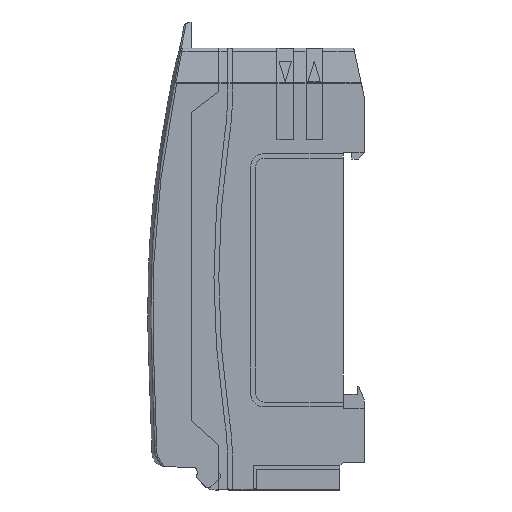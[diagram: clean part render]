
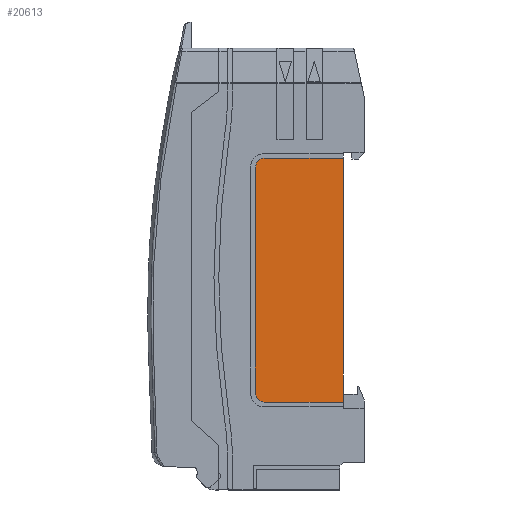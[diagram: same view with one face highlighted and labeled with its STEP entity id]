
A CAD part, left-side view. The second image highlights one B-rep face of the part: STEP entity #20613.
In plain terms, the highlighted planar face has unit normal (-1, 0, 0).
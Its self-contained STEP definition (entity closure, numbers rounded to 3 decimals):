
#920 = DIRECTION ( 'NONE',  ( -1., 0., 0. ) ) ;
#2792 = EDGE_CURVE ( 'NONE', #47561, #33551, #4009, .T. ) ;
#4009 = LINE ( 'NONE', #43631, #42414 ) ;
#5347 = DIRECTION ( 'NONE',  ( -1., 0., 0. ) ) ;
#5713 = VERTEX_POINT ( 'NONE', #31946 ) ;
#6258 = CARTESIAN_POINT ( 'NONE',  ( -5., 15.7, -18.5 ) ) ;
#6653 = VERTEX_POINT ( 'NONE', #22071 ) ;
#6907 = LINE ( 'NONE', #6258, #15885 ) ;
#6943 = ORIENTED_EDGE ( 'NONE', *, *, #2792, .T. ) ;
#9686 = CARTESIAN_POINT ( 'NONE',  ( -5., 3., -0.9 ) ) ;
#10084 = DIRECTION ( 'NONE',  ( 0., 0., -1. ) ) ;
#13124 = ORIENTED_EDGE ( 'NONE', *, *, #22286, .T. ) ;
#14345 = CARTESIAN_POINT ( 'NONE',  ( -5., 9.35, -36.1 ) ) ;
#15077 = AXIS2_PLACEMENT_3D ( 'NONE', #42099, #45938, #22947 ) ;
#15247 = PLANE ( 'NONE',  #15077 ) ;
#15885 = VECTOR ( 'NONE', #10084, 1000. ) ;
#17943 = EDGE_CURVE ( 'NONE', #40388, #5713, #45143, .T. ) ;
#20613 = ADVANCED_FACE ( 'NONE', ( #28936 ), #15247, .T. ) ;
#21678 = LINE ( 'NONE', #14345, #40894 ) ;
#22071 = CARTESIAN_POINT ( 'NONE',  ( -5., 3., -36.1 ) ) ;
#22286 = EDGE_CURVE ( 'NONE', #5713, #6653, #21678, .T. ) ;
#22947 = DIRECTION ( 'NONE',  ( 0., 0., 1. ) ) ;
#23906 = CARTESIAN_POINT ( 'NONE',  ( -5., 14.4, -2.2 ) ) ;
#23968 = ORIENTED_EDGE ( 'NONE', *, *, #31933, .T. ) ;
#24402 = CIRCLE ( 'NONE', #27849, 1.3 ) ;
#24891 = LINE ( 'NONE', #33241, #44082 ) ;
#27764 = ORIENTED_EDGE ( 'NONE', *, *, #37972, .T. ) ;
#27775 = DIRECTION ( 'NONE',  ( 0., 0., 1. ) ) ;
#27849 = AXIS2_PLACEMENT_3D ( 'NONE', #23906, #920, #27775 ) ;
#28261 = ORIENTED_EDGE ( 'NONE', *, *, #31906, .T. ) ;
#28306 = CARTESIAN_POINT ( 'NONE',  ( -5., 14.4, -34.8 ) ) ;
#28936 = FACE_OUTER_BOUND ( 'NONE', #38151, .T. ) ;
#30578 = DIRECTION ( 'NONE',  ( 0., -1., 0. ) ) ;
#31575 = AXIS2_PLACEMENT_3D ( 'NONE', #28306, #5347, #32152 ) ;
#31906 = EDGE_CURVE ( 'NONE', #32952, #40388, #6907, .T. ) ;
#31933 = EDGE_CURVE ( 'NONE', #6653, #47561, #24891, .T. ) ;
#31946 = CARTESIAN_POINT ( 'NONE',  ( -5., 14.4, -36.1 ) ) ;
#32152 = DIRECTION ( 'NONE',  ( 0., 0., 1. ) ) ;
#32952 = VERTEX_POINT ( 'NONE', #42140 ) ;
#33241 = CARTESIAN_POINT ( 'NONE',  ( -5., 3., -18.5 ) ) ;
#33551 = VERTEX_POINT ( 'NONE', #34354 ) ;
#34354 = CARTESIAN_POINT ( 'NONE',  ( -5., 14.4, -0.9 ) ) ;
#35912 = DIRECTION ( 'NONE',  ( 0., 1., 0. ) ) ;
#37075 = DIRECTION ( 'NONE',  ( 0., 0., 1. ) ) ;
#37972 = EDGE_CURVE ( 'NONE', #33551, #32952, #24402, .T. ) ;
#38151 = EDGE_LOOP ( 'NONE', ( #28261, #41991, #13124, #23968, #6943, #27764 ) ) ;
#40388 = VERTEX_POINT ( 'NONE', #41553 ) ;
#40894 = VECTOR ( 'NONE', #30578, 1000. ) ;
#41553 = CARTESIAN_POINT ( 'NONE',  ( -5., 15.7, -34.8 ) ) ;
#41991 = ORIENTED_EDGE ( 'NONE', *, *, #17943, .T. ) ;
#42099 = CARTESIAN_POINT ( 'NONE',  ( -5., 3., -36.1 ) ) ;
#42140 = CARTESIAN_POINT ( 'NONE',  ( -5., 15.7, -2.2 ) ) ;
#42414 = VECTOR ( 'NONE', #35912, 1000. ) ;
#43631 = CARTESIAN_POINT ( 'NONE',  ( -5., 9.35, -0.9 ) ) ;
#44082 = VECTOR ( 'NONE', #37075, 1000. ) ;
#45143 = CIRCLE ( 'NONE', #31575, 1.3 ) ;
#45938 = DIRECTION ( 'NONE',  ( -1., 0., 0. ) ) ;
#47561 = VERTEX_POINT ( 'NONE', #9686 ) ;
